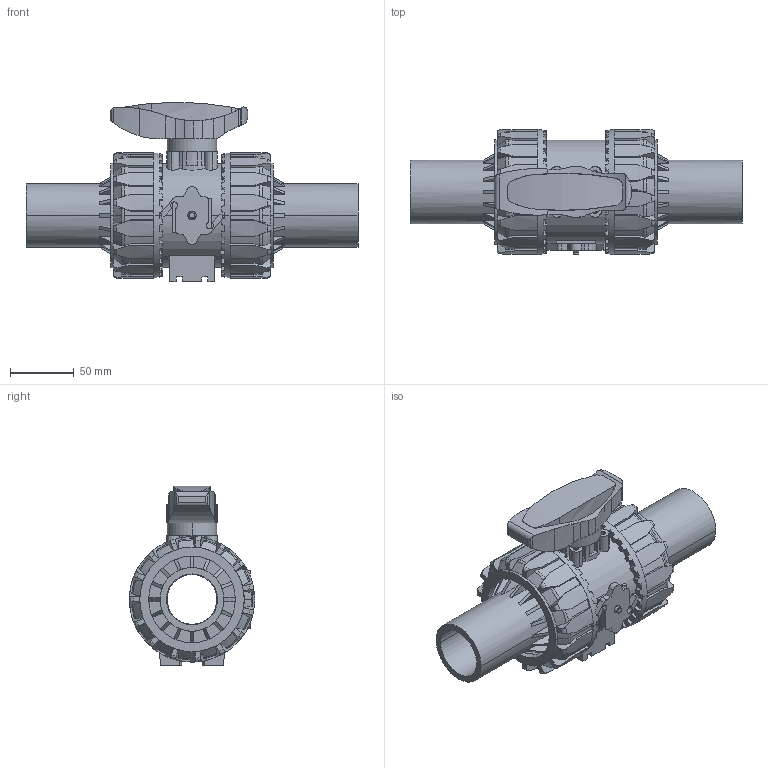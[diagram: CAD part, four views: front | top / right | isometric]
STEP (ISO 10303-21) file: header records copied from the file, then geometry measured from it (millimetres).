
FILE_DESCRIPTION(('STEP AP214'),'1');
FILE_NAME('vkdbm050e.stp','2017-09-26T07:22:21',('TraceParts'),('TraceParts S.A.'),'Spatial InterOp 3D',' ',' ');
FILE_SCHEMA(('automotive_design'));
Length unit declared in the file: millimetre
Products named in the file (7): vkdbm050e_1; vkdbm050e_2; vkdbm050e_3; vkdbm050e_4; vkdbm050e_5; vkdbm050e_6; vkdbm050e_7
Bounding box: 260.4 x 98.3 x 140.72 mm (x, y, z)
Volume: 845936.1 mm3; surface area: 198843.1 mm2
Topology: 7 solids, 7 shells, 1116 faces, 3164 edges, 2087 vertices
Faces by surface type: plane 751, cylinder 217, cone 84, torus 64
Entity records: 47230 total; most frequent: CARTESIAN_POINT 8738, ORIENTED_EDGE 6328, DIRECTION 6313, EDGE_CURVE 3164, AXIS2_PLACEMENT_3D 2423, VERTEX_POINT 2087, LINE 1467, VECTOR 1467
